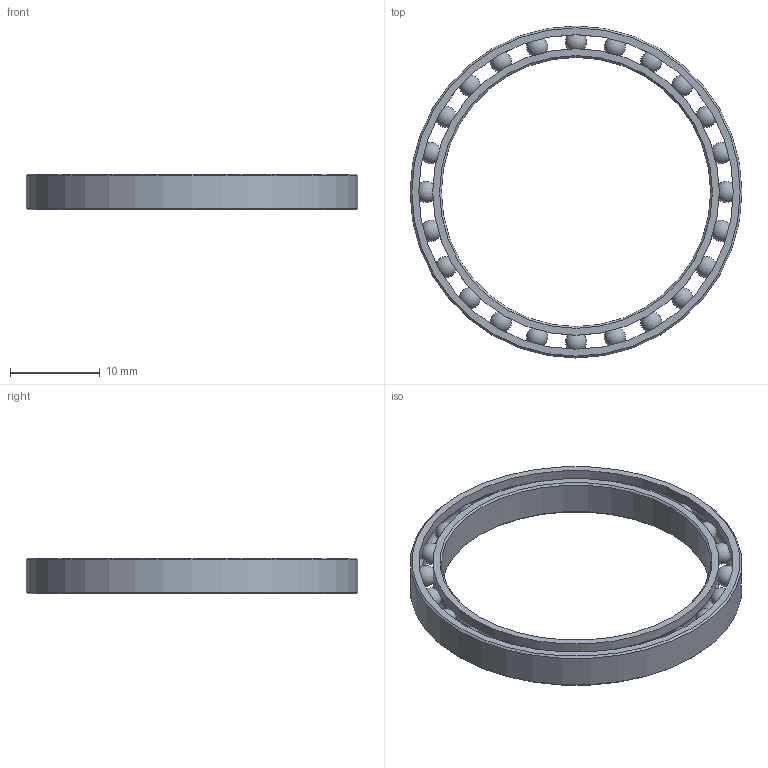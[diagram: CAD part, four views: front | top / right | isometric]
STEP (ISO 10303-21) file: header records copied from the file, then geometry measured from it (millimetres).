
FILE_DESCRIPTION(/* description */ (''),/* implementation_level */ '2;1');
FILE_NAME(/* name */ '6656K116_Ultra-Thin Ball Bearing (1) v1.step',/* time_stamp */ '2022-04-06T19:42:02-04:00',/* author */ (''),/* organization */ (''),/* preprocessor_version */ 'ST-DEVELOPER v18.1',/* originating_system */ 'Autodesk Translation Framework v10.14.0.1471',/* authorisation */ '');
FILE_SCHEMA (('AUTOMOTIVE_DESIGN { 1 0 10303 214 3 1 1 }'));
Length unit declared in the file: inch
Products named in the file (1): 6656K116_Ultra-Thin Ball Bearing (1)
Bounding box: 37 x 37 x 4 mm (x, y, z)
Volume: 871.1 mm3; surface area: 2514 mm2
Topology: 26 solids, 26 shells, 40 faces, 102 edges, 66 vertices
Faces by surface type: sphere 24, cylinder 6, cone 4, plane 4, torus 2
Full cylindrical faces by diameter (mm): 30 x1, 31.944 x2, 35.056 x2, 37 x1
Entity records: 1000 total; most frequent: DIRECTION 180, CARTESIAN_POINT 161, ORIENTED_EDGE 108, AXIS2_PLACEMENT_3D 85, VERTEX_POINT 66, EDGE_CURVE 54, EDGE_LOOP 44, CIRCLE 44
